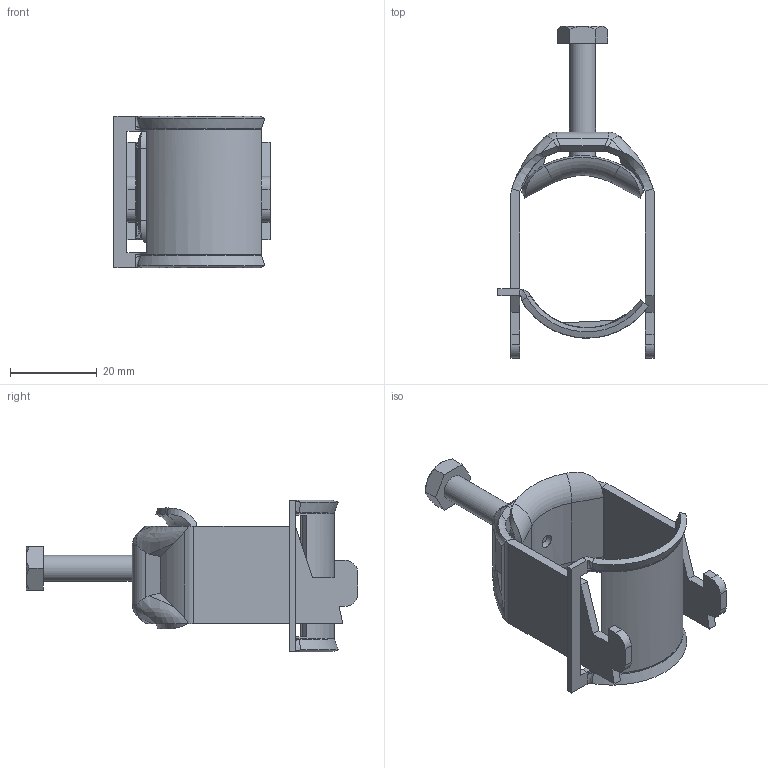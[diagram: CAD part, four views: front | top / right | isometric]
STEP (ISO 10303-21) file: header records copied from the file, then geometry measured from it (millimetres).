
FILE_DESCRIPTION (( 'STEP AP214' ), '1' );
FILE_NAME ('1167070.stp', '2022-09-23T08:18:34', ( '' ), ( '' ), 'SwSTEP 2.0', 'SolidWorks 2020', '' );
FILE_SCHEMA (( 'AUTOMOTIVE_DESIGN' ));
Length unit declared in the file: millimetre
Products named in the file (5): 157124_1Fach; 1167070; 203432_Standard; B025-05_Standard; 142951_M6 x 26
Assembly tree (4 placements, depth 2):
  1167070
    157124_1Fach
    142951_M6 x 26
    203432_Standard
    B025-05_Standard
Bounding box: 36 x 76.5 x 35 mm (x, y, z)
Volume: 9180.6 mm3; surface area: 11114 mm2
Topology: 4 solids, 4 shells, 233 faces, 581 edges, 351 vertices
Faces by surface type: plane 93, bspline 80, cylinder 42, sphere 8, cone 6, torus 4
Full cylindrical faces by diameter (mm): 2.9 x1, 3.1 x1, 4.2 x1, 6 x1, 8.2 x2
Entity records: 21010 total; most frequent: CARTESIAN_POINT 16152, ORIENTED_EDGE 1116, DIRECTION 690, EDGE_CURVE 558, VERTEX_POINT 346, B_SPLINE_CURVE_WITH_KNOTS 269, EDGE_LOOP 252, AXIS2_PLACEMENT_3D 242
